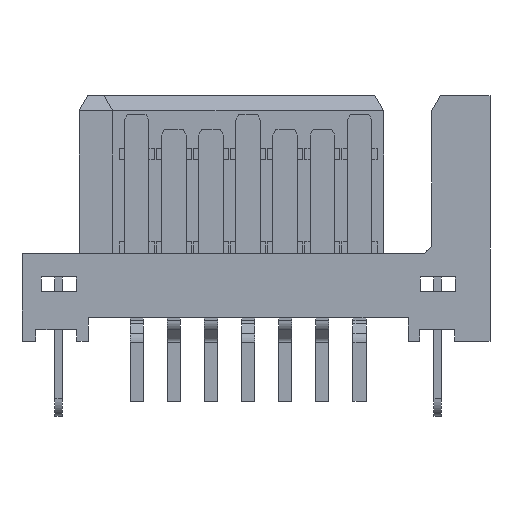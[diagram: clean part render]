
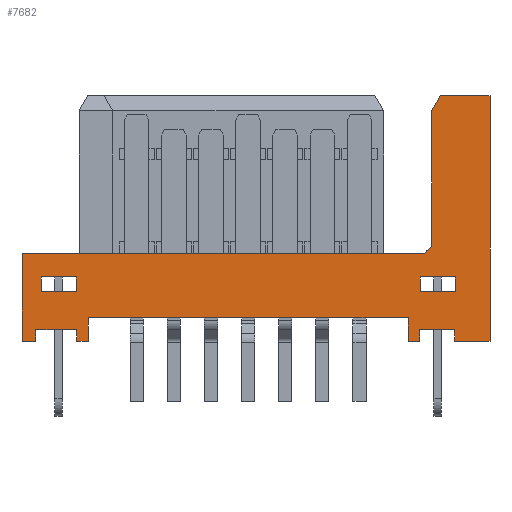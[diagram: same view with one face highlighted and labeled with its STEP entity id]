
A CAD part, front view. The second image highlights one B-rep face of the part: STEP entity #7682.
In plain terms, the highlighted planar face has unit normal (0, -1, 0).
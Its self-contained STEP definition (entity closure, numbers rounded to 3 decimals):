
#49=DIRECTION('',(-1.,0.,0.));
#50=VECTOR('',#49,1.69);
#51=CARTESIAN_POINT('',(8.27,-2.,4.2));
#52=LINE('',#51,#50);
#1837=DIRECTION('',(0.,0.,-1.));
#1838=VECTOR('',#1837,0.5);
#1839=CARTESIAN_POINT('',(5.88,-2.,-2.));
#1840=LINE('',#1839,#1838);
#1841=DIRECTION('',(1.,0.,0.));
#1842=VECTOR('',#1841,1.2);
#1843=CARTESIAN_POINT('',(5.88,-2.,-2.5));
#1844=LINE('',#1843,#1842);
#1845=DIRECTION('',(0.,0.,1.));
#1846=VECTOR('',#1845,0.5);
#1847=CARTESIAN_POINT('',(7.08,-2.,-2.5));
#1848=LINE('',#1847,#1846);
#1849=DIRECTION('',(-1.,0.,0.));
#1850=VECTOR('',#1849,1.2);
#1851=CARTESIAN_POINT('',(7.08,-2.,-2.));
#1852=LINE('',#1851,#1850);
#1853=DIRECTION('',(0.,0.,-1.));
#1854=VECTOR('',#1853,0.5);
#1855=CARTESIAN_POINT('',(-7.08,-2.,-2.));
#1856=LINE('',#1855,#1854);
#1857=DIRECTION('',(1.,0.,0.));
#1858=VECTOR('',#1857,1.2);
#1859=CARTESIAN_POINT('',(-7.08,-2.,-2.5));
#1860=LINE('',#1859,#1858);
#1861=DIRECTION('',(0.,0.,1.));
#1862=VECTOR('',#1861,0.5);
#1863=CARTESIAN_POINT('',(-5.88,-2.,-2.5));
#1864=LINE('',#1863,#1862);
#1865=DIRECTION('',(-1.,0.,0.));
#1866=VECTOR('',#1865,1.2);
#1867=CARTESIAN_POINT('',(-5.88,-2.,-2.));
#1868=LINE('',#1867,#1866);
#1869=DIRECTION('',(-0.5,0.,-0.866));
#1870=VECTOR('',#1869,0.6);
#1871=CARTESIAN_POINT('',(6.58,-2.,4.2));
#1872=LINE('',#1871,#1870);
#1873=DIRECTION('',(0.,0.,1.));
#1874=VECTOR('',#1873,0.4);
#1875=CARTESIAN_POINT('',(7.07,-2.,-4.2));
#1876=LINE('',#1875,#1874);
#1877=DIRECTION('',(-1.,0.,0.));
#1878=VECTOR('',#1877,1.2);
#1879=CARTESIAN_POINT('',(7.07,-2.,-3.8));
#1880=LINE('',#1879,#1878);
#1881=DIRECTION('',(0.,0.,1.));
#1882=VECTOR('',#1881,0.4);
#1883=CARTESIAN_POINT('',(5.87,-2.,-4.2));
#1884=LINE('',#1883,#1882);
#1885=DIRECTION('',(0.,0.,1.));
#1886=VECTOR('',#1885,0.8);
#1887=CARTESIAN_POINT('',(5.47,-2.,-4.2));
#1888=LINE('',#1887,#1886);
#1889=DIRECTION('',(-1.,0.,0.));
#1890=VECTOR('',#1889,10.93);
#1891=CARTESIAN_POINT('',(5.47,-2.,-3.4));
#1892=LINE('',#1891,#1890);
#1893=DIRECTION('',(0.,0.,1.));
#1894=VECTOR('',#1893,0.8);
#1895=CARTESIAN_POINT('',(-5.46,-2.,-4.2));
#1896=LINE('',#1895,#1894);
#1897=DIRECTION('',(0.,0.,1.));
#1898=VECTOR('',#1897,0.4);
#1899=CARTESIAN_POINT('',(-5.86,-2.,-4.2));
#1900=LINE('',#1899,#1898);
#1901=DIRECTION('',(-1.,0.,0.));
#1902=VECTOR('',#1901,1.4);
#1903=CARTESIAN_POINT('',(-5.86,-2.,-3.8));
#1904=LINE('',#1903,#1902);
#1905=DIRECTION('',(0.,0.,1.));
#1906=VECTOR('',#1905,0.4);
#1907=CARTESIAN_POINT('',(-7.26,-2.,-4.2));
#1908=LINE('',#1907,#1906);
#1909=DIRECTION('',(0.,0.,-1.));
#1910=VECTOR('',#1909,3.);
#1911=CARTESIAN_POINT('',(-7.73,-2.,-1.2));
#1912=LINE('',#1911,#1910);
#1913=DIRECTION('',(-1.,0.,0.));
#1914=VECTOR('',#1913,13.76);
#1915=CARTESIAN_POINT('',(6.03,-2.,-1.2));
#1916=LINE('',#1915,#1914);
#1917=DIRECTION('',(0.,0.,-1.));
#1918=VECTOR('',#1917,4.63);
#1919=CARTESIAN_POINT('',(6.28,-2.,3.68));
#1920=LINE('',#1919,#1918);
#2047=DIRECTION('',(-1.,0.,0.));
#2048=VECTOR('',#2047,1.2);
#2049=CARTESIAN_POINT('',(8.27,-2.,-4.2));
#2050=LINE('',#2049,#2048);
#2071=DIRECTION('',(-1.,0.,0.));
#2072=VECTOR('',#2071,0.4);
#2073=CARTESIAN_POINT('',(5.87,-2.,-4.2));
#2074=LINE('',#2073,#2072);
#2079=DIRECTION('',(-1.,0.,0.));
#2080=VECTOR('',#2079,0.4);
#2081=CARTESIAN_POINT('',(-5.46,-2.,-4.2));
#2082=LINE('',#2081,#2080);
#2103=DIRECTION('',(-1.,0.,0.));
#2104=VECTOR('',#2103,0.47);
#2105=CARTESIAN_POINT('',(-7.26,-2.,-4.2));
#2106=LINE('',#2105,#2104);
#2181=DIRECTION('',(0.,0.,-1.));
#2182=VECTOR('',#2181,8.4);
#2183=CARTESIAN_POINT('',(8.27,-2.,4.2));
#2184=LINE('',#2183,#2182);
#2213=DIRECTION('',(-0.707,0.,-0.707));
#2214=VECTOR('',#2213,0.354);
#2215=CARTESIAN_POINT('',(6.28,-2.,-0.95));
#2216=LINE('',#2215,#2214);
#4341=CARTESIAN_POINT('',(8.27,-2.,4.2));
#4343=VERTEX_POINT('',#4341);
#4345=CARTESIAN_POINT('',(8.27,-2.,-4.2));
#4347=VERTEX_POINT('',#4345);
#4350=CARTESIAN_POINT('',(-7.73,-2.,-4.2));
#4352=VERTEX_POINT('',#4350);
#4366=CARTESIAN_POINT('',(-7.73,-2.,-1.2));
#4368=VERTEX_POINT('',#4366);
#4369=CARTESIAN_POINT('',(7.07,-2.,-4.2));
#4371=VERTEX_POINT('',#4369);
#4373=CARTESIAN_POINT('',(5.87,-2.,-4.2));
#4375=VERTEX_POINT('',#4373);
#4377=CARTESIAN_POINT('',(-5.86,-2.,-4.2));
#4379=VERTEX_POINT('',#4377);
#4381=CARTESIAN_POINT('',(-7.26,-2.,-4.2));
#4383=VERTEX_POINT('',#4381);
#4385=CARTESIAN_POINT('',(5.47,-2.,-4.2));
#4387=VERTEX_POINT('',#4385);
#4389=CARTESIAN_POINT('',(-5.46,-2.,-4.2));
#4391=VERTEX_POINT('',#4389);
#4405=CARTESIAN_POINT('',(7.07,-2.,-3.8));
#4406=VERTEX_POINT('',#4405);
#4407=CARTESIAN_POINT('',(5.87,-2.,-3.8));
#4408=VERTEX_POINT('',#4407);
#4409=CARTESIAN_POINT('',(-5.86,-2.,-3.8));
#4410=VERTEX_POINT('',#4409);
#4411=CARTESIAN_POINT('',(-7.26,-2.,-3.8));
#4412=VERTEX_POINT('',#4411);
#4413=CARTESIAN_POINT('',(5.47,-2.,-3.4));
#4414=VERTEX_POINT('',#4413);
#4415=CARTESIAN_POINT('',(-5.46,-2.,-3.4));
#4416=VERTEX_POINT('',#4415);
#5369=CARTESIAN_POINT('',(5.88,-2.,-2.));
#5370=CARTESIAN_POINT('',(5.88,-2.,-2.5));
#5371=VERTEX_POINT('',#5369);
#5372=VERTEX_POINT('',#5370);
#5373=CARTESIAN_POINT('',(7.08,-2.,-2.5));
#5374=VERTEX_POINT('',#5373);
#5375=CARTESIAN_POINT('',(7.08,-2.,-2.));
#5376=VERTEX_POINT('',#5375);
#5377=CARTESIAN_POINT('',(-7.08,-2.,-2.));
#5378=CARTESIAN_POINT('',(-7.08,-2.,-2.5));
#5379=VERTEX_POINT('',#5377);
#5380=VERTEX_POINT('',#5378);
#5381=CARTESIAN_POINT('',(-5.88,-2.,-2.5));
#5382=VERTEX_POINT('',#5381);
#5383=CARTESIAN_POINT('',(-5.88,-2.,-2.));
#5384=VERTEX_POINT('',#5383);
#5450=CARTESIAN_POINT('',(6.28,-2.,-0.95));
#5452=VERTEX_POINT('',#5450);
#5459=CARTESIAN_POINT('',(6.03,-2.,-1.2));
#5460=VERTEX_POINT('',#5459);
#5469=CARTESIAN_POINT('',(6.58,-2.,4.2));
#5470=CARTESIAN_POINT('',(6.28,-2.,3.68));
#5471=VERTEX_POINT('',#5469);
#5472=VERTEX_POINT('',#5470);
#7622=CARTESIAN_POINT('',(-7.73,-2.,4.2));
#7623=DIRECTION('',(0.,-1.,0.));
#7624=DIRECTION('',(1.,0.,0.));
#7625=AXIS2_PLACEMENT_3D('',#7622,#7623,#7624);
#7626=PLANE('',#7625);
#7628=ORIENTED_EDGE('',*,*,#7627,.F.);
#7629=ORIENTED_EDGE('',*,*,#5782,.F.);
#7631=ORIENTED_EDGE('',*,*,#7630,.T.);
#7633=ORIENTED_EDGE('',*,*,#7632,.T.);
#7635=ORIENTED_EDGE('',*,*,#7634,.T.);
#7637=ORIENTED_EDGE('',*,*,#7636,.T.);
#7639=ORIENTED_EDGE('',*,*,#7638,.F.);
#7641=ORIENTED_EDGE('',*,*,#7640,.T.);
#7643=ORIENTED_EDGE('',*,*,#7642,.T.);
#7644=ORIENTED_EDGE('',*,*,#7411,.T.);
#7646=ORIENTED_EDGE('',*,*,#7645,.F.);
#7648=ORIENTED_EDGE('',*,*,#7647,.T.);
#7650=ORIENTED_EDGE('',*,*,#7649,.T.);
#7652=ORIENTED_EDGE('',*,*,#7651,.T.);
#7654=ORIENTED_EDGE('',*,*,#7653,.F.);
#7656=ORIENTED_EDGE('',*,*,#7655,.T.);
#7658=ORIENTED_EDGE('',*,*,#7657,.F.);
#7659=ORIENTED_EDGE('',*,*,#6031,.F.);
#7661=ORIENTED_EDGE('',*,*,#7660,.F.);
#7663=ORIENTED_EDGE('',*,*,#7662,.F.);
#7664=EDGE_LOOP('',(#7628,#7629,#7631,#7633,#7635,#7637,#7639,#7641,#7643,#7644,
#7646,#7648,#7650,#7652,#7654,#7656,#7658,#7659,#7661,#7663));
#7665=FACE_OUTER_BOUND('',#7664,.F.);
#7666=ORIENTED_EDGE('',*,*,#7554,.T.);
#7667=ORIENTED_EDGE('',*,*,#7569,.T.);
#7668=ORIENTED_EDGE('',*,*,#7593,.T.);
#7669=ORIENTED_EDGE('',*,*,#7606,.T.);
#7670=EDGE_LOOP('',(#7666,#7667,#7668,#7669));
#7671=FACE_BOUND('',#7670,.F.);
#7673=ORIENTED_EDGE('',*,*,#7672,.T.);
#7675=ORIENTED_EDGE('',*,*,#7674,.T.);
#7677=ORIENTED_EDGE('',*,*,#7676,.T.);
#7679=ORIENTED_EDGE('',*,*,#7678,.T.);
#7680=EDGE_LOOP('',(#7673,#7675,#7677,#7679));
#7681=FACE_BOUND('',#7680,.F.);
#7682=ADVANCED_FACE('',(#7665,#7671,#7681),#7626,.T.);
#5782=EDGE_CURVE('',#4343,#5471,#52,.T.);
#6031=EDGE_CURVE('',#5460,#4368,#1916,.T.);
#7411=EDGE_CURVE('',#4414,#4416,#1892,.T.);
#7554=EDGE_CURVE('',#5371,#5372,#1840,.T.);
#7569=EDGE_CURVE('',#5372,#5374,#1844,.T.);
#7593=EDGE_CURVE('',#5374,#5376,#1848,.T.);
#7606=EDGE_CURVE('',#5376,#5371,#1852,.T.);
#7627=EDGE_CURVE('',#5471,#5472,#1872,.T.);
#7630=EDGE_CURVE('',#4343,#4347,#2184,.T.);
#7632=EDGE_CURVE('',#4347,#4371,#2050,.T.);
#7634=EDGE_CURVE('',#4371,#4406,#1876,.T.);
#7636=EDGE_CURVE('',#4406,#4408,#1880,.T.);
#7638=EDGE_CURVE('',#4375,#4408,#1884,.T.);
#7640=EDGE_CURVE('',#4375,#4387,#2074,.T.);
#7642=EDGE_CURVE('',#4387,#4414,#1888,.T.);
#7645=EDGE_CURVE('',#4391,#4416,#1896,.T.);
#7647=EDGE_CURVE('',#4391,#4379,#2082,.T.);
#7649=EDGE_CURVE('',#4379,#4410,#1900,.T.);
#7651=EDGE_CURVE('',#4410,#4412,#1904,.T.);
#7653=EDGE_CURVE('',#4383,#4412,#1908,.T.);
#7655=EDGE_CURVE('',#4383,#4352,#2106,.T.);
#7657=EDGE_CURVE('',#4368,#4352,#1912,.T.);
#7660=EDGE_CURVE('',#5452,#5460,#2216,.T.);
#7662=EDGE_CURVE('',#5472,#5452,#1920,.T.);
#7672=EDGE_CURVE('',#5379,#5380,#1856,.T.);
#7674=EDGE_CURVE('',#5380,#5382,#1860,.T.);
#7676=EDGE_CURVE('',#5382,#5384,#1864,.T.);
#7678=EDGE_CURVE('',#5384,#5379,#1868,.T.);
